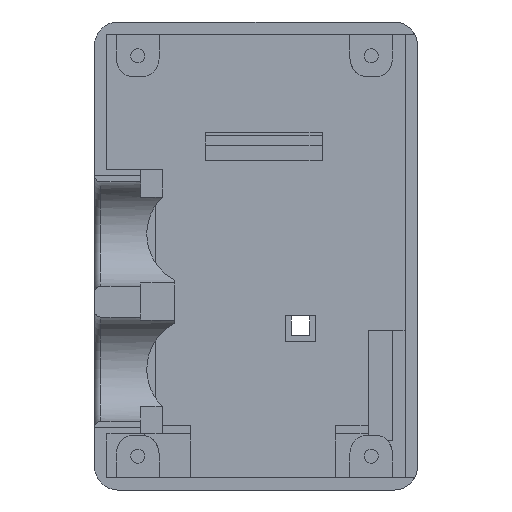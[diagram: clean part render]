
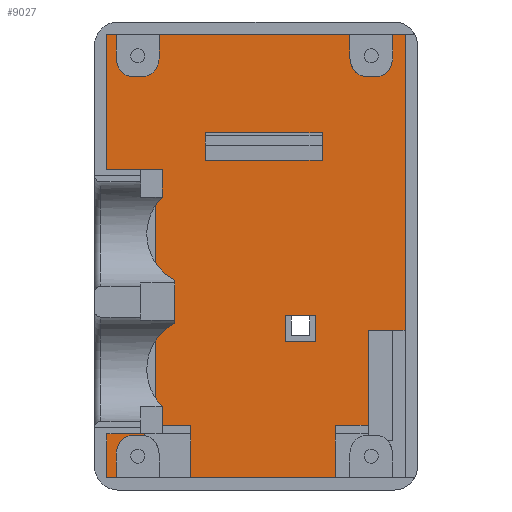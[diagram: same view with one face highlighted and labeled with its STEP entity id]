
A CAD part, front view. The second image highlights one B-rep face of the part: STEP entity #9027.
In plain terms, the highlighted planar face has unit normal (0, -1, 0).
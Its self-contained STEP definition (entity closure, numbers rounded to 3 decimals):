
#175=FACE_BOUND('',#1631,.T.);
#176=FACE_BOUND('',#1632,.T.);
#1110=FACE_OUTER_BOUND('',#1630,.T.);
#1630=EDGE_LOOP('',(#7855,#7856,#7857,#7858,#7859,#7860,#7861,#7862,#7863,
#7864,#7865,#7866,#7867,#7868,#7869,#7870));
#1631=EDGE_LOOP('',(#7871,#7872,#7873,#7874));
#1632=EDGE_LOOP('',(#7875,#7876,#7877,#7878,#7879,#7880));
#2402=LINE('',#16339,#3293);
#2412=LINE('',#16359,#3303);
#2425=LINE('',#16386,#3316);
#2431=LINE('',#16397,#3322);
#2432=LINE('',#16399,#3323);
#2436=LINE('',#16409,#3327);
#2443=LINE('',#16421,#3334);
#2444=LINE('',#16424,#3335);
#2445=LINE('',#16426,#3336);
#2446=LINE('',#16428,#3337);
#2447=LINE('',#16430,#3338);
#2448=LINE('',#16432,#3339);
#2449=LINE('',#16434,#3340);
#2450=LINE('',#16436,#3341);
#2451=LINE('',#16438,#3342);
#2452=LINE('',#16440,#3343);
#2453=LINE('',#16442,#3344);
#2454=LINE('',#16444,#3345);
#2455=LINE('',#16445,#3346);
#2456=LINE('',#16446,#3347);
#2457=LINE('',#16448,#3348);
#2458=LINE('',#16450,#3349);
#2459=LINE('',#16452,#3350);
#2460=LINE('',#16454,#3351);
#2461=LINE('',#16456,#3352);
#2462=LINE('',#16457,#3353);
#3293=VECTOR('',#10680,10.);
#3303=VECTOR('',#10696,10.);
#3316=VECTOR('',#10715,10.);
#3322=VECTOR('',#10723,10.);
#3323=VECTOR('',#10726,10.);
#3327=VECTOR('',#10732,10.);
#3334=VECTOR('',#10747,10.);
#3335=VECTOR('',#10750,10.);
#3336=VECTOR('',#10751,10.);
#3337=VECTOR('',#10752,10.);
#3338=VECTOR('',#10753,10.);
#3339=VECTOR('',#10754,10.);
#3340=VECTOR('',#10755,10.);
#3341=VECTOR('',#10756,10.);
#3342=VECTOR('',#10757,10.);
#3343=VECTOR('',#10758,10.);
#3344=VECTOR('',#10759,10.);
#3345=VECTOR('',#10760,10.);
#3346=VECTOR('',#10761,10.);
#3347=VECTOR('',#10762,10.);
#3348=VECTOR('',#10763,10.);
#3349=VECTOR('',#10764,10.);
#3350=VECTOR('',#10765,10.);
#3351=VECTOR('',#10766,10.);
#3352=VECTOR('',#10767,10.);
#3353=VECTOR('',#10768,10.);
#4158=VERTEX_POINT('',#16105);
#4225=VERTEX_POINT('',#16336);
#4226=VERTEX_POINT('',#16338);
#4232=VERTEX_POINT('',#16356);
#4233=VERTEX_POINT('',#16358);
#4243=VERTEX_POINT('',#16383);
#4244=VERTEX_POINT('',#16385);
#4248=VERTEX_POINT('',#16395);
#4252=VERTEX_POINT('',#16406);
#4253=VERTEX_POINT('',#16408);
#4255=VERTEX_POINT('',#16423);
#4256=VERTEX_POINT('',#16425);
#4257=VERTEX_POINT('',#16427);
#4258=VERTEX_POINT('',#16429);
#4259=VERTEX_POINT('',#16431);
#4260=VERTEX_POINT('',#16433);
#4261=VERTEX_POINT('',#16435);
#4262=VERTEX_POINT('',#16437);
#4263=VERTEX_POINT('',#16439);
#4264=VERTEX_POINT('',#16441);
#4265=VERTEX_POINT('',#16443);
#4266=VERTEX_POINT('',#16447);
#4267=VERTEX_POINT('',#16449);
#4268=VERTEX_POINT('',#16451);
#4269=VERTEX_POINT('',#16453);
#4270=VERTEX_POINT('',#16455);
#5449=EDGE_CURVE('',#4226,#4225,#2402,.T.);
#5459=EDGE_CURVE('',#4233,#4232,#2412,.T.);
#5472=EDGE_CURVE('',#4244,#4243,#2425,.T.);
#5478=EDGE_CURVE('',#4243,#4248,#2431,.T.);
#5479=EDGE_CURVE('',#4232,#4226,#2432,.T.);
#5483=EDGE_CURVE('',#4253,#4252,#2436,.T.);
#5490=EDGE_CURVE('',#4252,#4244,#2443,.T.);
#5491=EDGE_CURVE('',#4248,#4255,#2444,.T.);
#5492=EDGE_CURVE('',#4256,#4255,#2445,.T.);
#5493=EDGE_CURVE('',#4256,#4257,#2446,.T.);
#5494=EDGE_CURVE('',#4257,#4258,#2447,.T.);
#5495=EDGE_CURVE('',#4258,#4259,#2448,.T.);
#5496=EDGE_CURVE('',#4259,#4260,#2449,.T.);
#5497=EDGE_CURVE('',#4261,#4260,#2450,.T.);
#5498=EDGE_CURVE('',#4262,#4261,#2451,.T.);
#5499=EDGE_CURVE('',#4263,#4262,#2452,.T.);
#5500=EDGE_CURVE('',#4264,#4263,#2453,.T.);
#5501=EDGE_CURVE('',#4265,#4264,#2454,.T.);
#5502=EDGE_CURVE('',#4253,#4265,#2455,.T.);
#5503=EDGE_CURVE('',#4233,#4225,#2456,.T.);
#5504=EDGE_CURVE('',#4266,#4158,#2457,.T.);
#5505=EDGE_CURVE('',#4267,#4158,#2458,.T.);
#5506=EDGE_CURVE('',#4267,#4268,#2459,.T.);
#5507=EDGE_CURVE('',#4268,#4269,#2460,.T.);
#5508=EDGE_CURVE('',#4269,#4270,#2461,.T.);
#5509=EDGE_CURVE('',#4270,#4266,#2462,.T.);
#7855=ORIENTED_EDGE('',*,*,#5483,.T.);
#7856=ORIENTED_EDGE('',*,*,#5490,.T.);
#7857=ORIENTED_EDGE('',*,*,#5472,.T.);
#7858=ORIENTED_EDGE('',*,*,#5478,.T.);
#7859=ORIENTED_EDGE('',*,*,#5491,.T.);
#7860=ORIENTED_EDGE('',*,*,#5492,.F.);
#7861=ORIENTED_EDGE('',*,*,#5493,.T.);
#7862=ORIENTED_EDGE('',*,*,#5494,.T.);
#7863=ORIENTED_EDGE('',*,*,#5495,.T.);
#7864=ORIENTED_EDGE('',*,*,#5496,.T.);
#7865=ORIENTED_EDGE('',*,*,#5497,.F.);
#7866=ORIENTED_EDGE('',*,*,#5498,.F.);
#7867=ORIENTED_EDGE('',*,*,#5499,.F.);
#7868=ORIENTED_EDGE('',*,*,#5500,.F.);
#7869=ORIENTED_EDGE('',*,*,#5501,.F.);
#7870=ORIENTED_EDGE('',*,*,#5502,.F.);
#7871=ORIENTED_EDGE('',*,*,#5449,.T.);
#7872=ORIENTED_EDGE('',*,*,#5503,.F.);
#7873=ORIENTED_EDGE('',*,*,#5459,.T.);
#7874=ORIENTED_EDGE('',*,*,#5479,.T.);
#7875=ORIENTED_EDGE('',*,*,#5504,.T.);
#7876=ORIENTED_EDGE('',*,*,#5505,.F.);
#7877=ORIENTED_EDGE('',*,*,#5506,.T.);
#7878=ORIENTED_EDGE('',*,*,#5507,.T.);
#7879=ORIENTED_EDGE('',*,*,#5508,.T.);
#7880=ORIENTED_EDGE('',*,*,#5509,.T.);
#8559=PLANE('',#9386);
#9027=ADVANCED_FACE('',(#1110,#175,#176),#8559,.T.);
#9386=AXIS2_PLACEMENT_3D('',#16422,#10748,#10749);
#10680=DIRECTION('',(0.,0.,-1.));
#10696=DIRECTION('',(0.,0.,1.));
#10715=DIRECTION('',(0.,0.,1.));
#10723=DIRECTION('',(1.,0.,0.));
#10726=DIRECTION('',(1.,0.,0.));
#10732=DIRECTION('',(0.,0.,1.));
#10747=DIRECTION('',(1.,0.,0.));
#10748=DIRECTION('center_axis',(0.,-1.,0.));
#10749=DIRECTION('ref_axis',(0.,0.,-1.));
#10750=DIRECTION('',(0.,0.,1.));
#10751=DIRECTION('',(1.,0.,0.));
#10752=DIRECTION('',(0.,0.,-1.));
#10753=DIRECTION('',(1.,0.,0.));
#10754=DIRECTION('',(0.,0.,-1.));
#10755=DIRECTION('',(-1.,0.,0.));
#10756=DIRECTION('',(0.,0.,1.));
#10757=DIRECTION('',(-1.,0.,0.));
#10758=DIRECTION('',(0.,0.,-1.));
#10759=DIRECTION('',(-1.,0.,0.));
#10760=DIRECTION('',(0.,0.,1.));
#10761=DIRECTION('',(-1.,0.,0.));
#10762=DIRECTION('',(1.,0.,0.));
#10763=DIRECTION('',(1.,0.,0.));
#10764=DIRECTION('',(-1.,0.,0.));
#10765=DIRECTION('',(1.,0.,0.));
#10766=DIRECTION('',(0.,0.,-1.));
#10767=DIRECTION('',(-1.,0.,0.));
#10768=DIRECTION('',(0.,0.,1.));
#16105=CARTESIAN_POINT('',(7.051,10.855,-0.839));
#16336=CARTESIAN_POINT('',(12.075,10.855,24.45));
#16338=CARTESIAN_POINT('',(12.075,10.855,28.95));
#16339=CARTESIAN_POINT('',(12.075,10.855,11.886));
#16356=CARTESIAN_POINT('',(-6.925,10.855,28.95));
#16358=CARTESIAN_POINT('',(-6.925,10.855,24.45));
#16359=CARTESIAN_POINT('',(-6.925,10.855,11.886));
#16383=CARTESIAN_POINT('',(19.575,10.855,-3.178));
#16385=CARTESIAN_POINT('',(19.575,10.855,-18.678));
#16386=CARTESIAN_POINT('',(19.575,10.855,-13.928));
#16395=CARTESIAN_POINT('',(25.575,10.855,-3.178));
#16397=CARTESIAN_POINT('',(15.825,10.855,-3.178));
#16399=CARTESIAN_POINT('',(-3.925,10.855,28.95));
#16406=CARTESIAN_POINT('',(14.234,10.855,-18.678));
#16408=CARTESIAN_POINT('',(14.234,10.855,-27.178));
#16409=CARTESIAN_POINT('',(14.234,10.855,-12.627));
#16421=CARTESIAN_POINT('',(-2.596,10.855,-18.678));
#16422=CARTESIAN_POINT('Origin',(4.075,10.855,-4.678));
#16423=CARTESIAN_POINT('',(25.575,10.855,44.95));
#16424=CARTESIAN_POINT('',(25.575,10.855,20.136));
#16425=CARTESIAN_POINT('',(-22.925,10.855,44.95));
#16426=CARTESIAN_POINT('',(-10.8,10.855,44.95));
#16427=CARTESIAN_POINT('',(-22.925,10.855,22.95));
#16428=CARTESIAN_POINT('',(-22.925,10.855,23.95));
#16429=CARTESIAN_POINT('',(-22.677,10.855,22.95));
#16430=CARTESIAN_POINT('',(-6.675,10.855,22.95));
#16431=CARTESIAN_POINT('',(-22.677,10.855,-20.05));
#16432=CARTESIAN_POINT('',(-22.677,10.855,-12.864));
#16433=CARTESIAN_POINT('',(-22.925,10.855,-20.05));
#16434=CARTESIAN_POINT('',(-6.675,10.855,-20.05));
#16435=CARTESIAN_POINT('',(-22.925,10.855,-27.178));
#16436=CARTESIAN_POINT('',(-22.925,10.855,8.447));
#16437=CARTESIAN_POINT('',(-16.764,10.855,-27.178));
#16438=CARTESIAN_POINT('',(2.2,10.855,-27.178));
#16439=CARTESIAN_POINT('',(-16.764,10.855,-18.678));
#16440=CARTESIAN_POINT('',(-16.764,10.855,-12.627));
#16441=CARTESIAN_POINT('',(-9.266,10.855,-18.678));
#16442=CARTESIAN_POINT('',(2.2,10.855,-18.678));
#16443=CARTESIAN_POINT('',(-9.266,10.855,-27.178));
#16444=CARTESIAN_POINT('',(-9.266,10.855,-12.627));
#16445=CARTESIAN_POINT('',(2.2,10.855,-27.178));
#16446=CARTESIAN_POINT('',(7.575,10.855,24.45));
#16447=CARTESIAN_POINT('',(6.051,10.855,-0.839));
#16448=CARTESIAN_POINT('',(7.566,10.855,-0.839));
#16449=CARTESIAN_POINT('',(10.058,10.855,-0.839));
#16450=CARTESIAN_POINT('',(6.801,10.855,-0.839));
#16451=CARTESIAN_POINT('',(11.058,10.855,-0.839));
#16452=CARTESIAN_POINT('',(7.566,10.855,-0.839));
#16453=CARTESIAN_POINT('',(11.058,10.855,-5.085));
#16454=CARTESIAN_POINT('',(11.058,10.855,-4.882));
#16455=CARTESIAN_POINT('',(6.051,10.855,-5.085));
#16456=CARTESIAN_POINT('',(5.063,10.855,-5.085));
#16457=CARTESIAN_POINT('',(6.051,10.855,-2.259));
